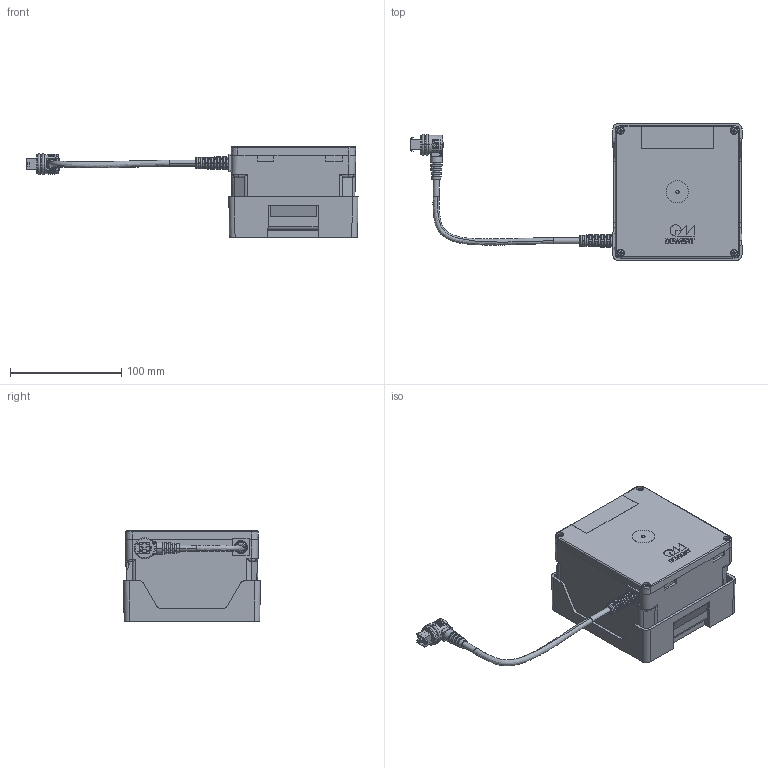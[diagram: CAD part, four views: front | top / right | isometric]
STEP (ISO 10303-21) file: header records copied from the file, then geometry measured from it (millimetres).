
FILE_DESCRIPTION (( 'STEP AP203' ), '1' );
FILE_NAME ('AG7.STEP', '2016-10-11T12:19:13', ( 'admin' ), ( 'Hewlett-Packard Company' ), 'SwSTEP 2.0', 'SolidWorks 2016', '' );
FILE_SCHEMA (( 'CONFIG_CONTROL_DESIGN' ));
Length unit declared in the file: millimetre
Products named in the file (1): AG7
Bounding box: 298.75 x 123.38 x 81.5 mm (x, y, z)
Volume: 1035493 mm3; surface area: 130034.8 mm2
Topology: 2 solids, 2 shells, 1183 faces, 3159 edges, 2061 vertices
Faces by surface type: plane 680, cylinder 265, bspline 99, cone 99, torus 20, sphere 20
Entity records: 39919 total; most frequent: CARTESIAN_POINT 10628, ORIENTED_EDGE 6314, DIRECTION 5847, EDGE_CURVE 3157, VERTEX_POINT 2061, LINE 1951, VECTOR 1951, AXIS2_PLACEMENT_3D 1948
